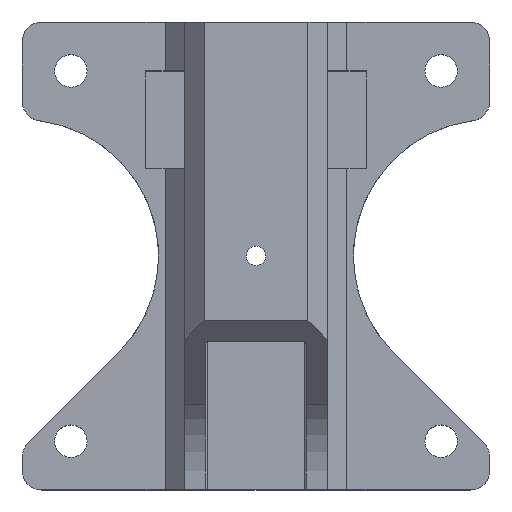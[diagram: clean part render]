
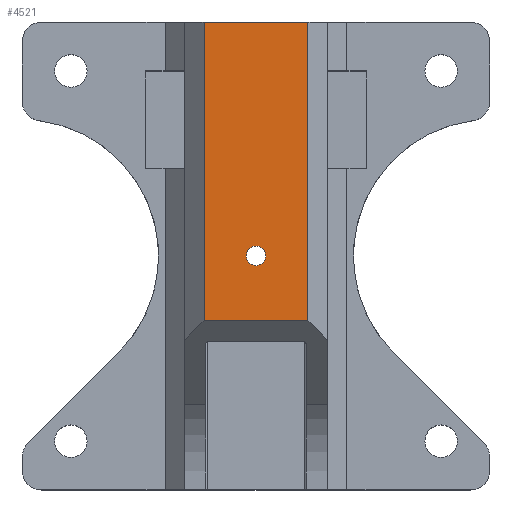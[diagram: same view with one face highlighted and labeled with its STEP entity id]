
A CAD part, top view. The second image highlights one B-rep face of the part: STEP entity #4521.
In plain terms, the highlighted planar face has unit normal (0, 0, 1).
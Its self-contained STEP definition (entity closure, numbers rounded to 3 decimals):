
#246 = PLANE('',#247);
#247 = AXIS2_PLACEMENT_3D('',#248,#249,#250);
#248 = CARTESIAN_POINT('',(36.,72.,9.405));
#249 = DIRECTION('',(0.,1.,0.));
#250 = DIRECTION('',(0.,0.,1.));
#1766 = VERTEX_POINT('',#1767);
#1767 = CARTESIAN_POINT('',(28.,72.,29.));
#1781 = PLANE('',#1782);
#1782 = AXIS2_PLACEMENT_3D('',#1783,#1784,#1785);
#1783 = CARTESIAN_POINT('',(26.5,26.,27.5));
#1784 = DIRECTION('',(-0.707,0.,0.707));
#1785 = DIRECTION('',(0.,1.,0.));
#1793 = EDGE_CURVE('',#1766,#1794,#1796,.T.);
#1794 = VERTEX_POINT('',#1795);
#1795 = CARTESIAN_POINT('',(44.,72.,29.));
#1796 = SURFACE_CURVE('',#1797,(#1801,#1808),.PCURVE_S1.);
#1797 = LINE('',#1798,#1799);
#1798 = CARTESIAN_POINT('',(25.,72.,29.));
#1799 = VECTOR('',#1800,1.);
#1800 = DIRECTION('',(1.,0.,0.));
#1801 = PCURVE('',#246,#1802);
#1802 = DEFINITIONAL_REPRESENTATION('',(#1803),#1807);
#1803 = LINE('',#1804,#1805);
#1804 = CARTESIAN_POINT('',(19.595,-11.));
#1805 = VECTOR('',#1806,1.);
#1806 = DIRECTION('',(0.,1.));
#1807 = ( GEOMETRIC_REPRESENTATION_CONTEXT(2) 
PARAMETRIC_REPRESENTATION_CONTEXT() REPRESENTATION_CONTEXT('2D SPACE',''
  ) );
#1808 = PCURVE('',#1809,#1814);
#1809 = PLANE('',#1810);
#1810 = AXIS2_PLACEMENT_3D('',#1811,#1812,#1813);
#1811 = CARTESIAN_POINT('',(25.,0.,29.));
#1812 = DIRECTION('',(0.,0.,1.));
#1813 = DIRECTION('',(1.,0.,0.));
#1814 = DEFINITIONAL_REPRESENTATION('',(#1815),#1819);
#1815 = LINE('',#1816,#1817);
#1816 = CARTESIAN_POINT('',(0.,72.));
#1817 = VECTOR('',#1818,1.);
#1818 = DIRECTION('',(1.,0.));
#1819 = ( GEOMETRIC_REPRESENTATION_CONTEXT(2) 
PARAMETRIC_REPRESENTATION_CONTEXT() REPRESENTATION_CONTEXT('2D SPACE',''
  ) );
#1837 = PLANE('',#1838);
#1838 = AXIS2_PLACEMENT_3D('',#1839,#1840,#1841);
#1839 = CARTESIAN_POINT('',(45.5,26.,27.5));
#1840 = DIRECTION('',(0.707,0.,0.707));
#1841 = DIRECTION('',(0.,-1.,0.));
#2781 = PLANE('',#2782);
#2782 = AXIS2_PLACEMENT_3D('',#2783,#2784,#2785);
#2783 = CARTESIAN_POINT('',(0.,26.,29.));
#2784 = DIRECTION('',(0.,0.712,-0.703));
#2785 = DIRECTION('',(0.,-0.703,-0.712));
#4450 = VERTEX_POINT('',#4451);
#4451 = CARTESIAN_POINT('',(28.,26.,29.));
#4472 = EDGE_CURVE('',#4450,#1766,#4473,.T.);
#4473 = SURFACE_CURVE('',#4474,(#4478,#4485),.PCURVE_S1.);
#4474 = LINE('',#4475,#4476);
#4475 = CARTESIAN_POINT('',(28.,26.,29.));
#4476 = VECTOR('',#4477,1.);
#4477 = DIRECTION('',(0.,1.,0.));
#4478 = PCURVE('',#1781,#4479);
#4479 = DEFINITIONAL_REPRESENTATION('',(#4480),#4484);
#4480 = LINE('',#4481,#4482);
#4481 = CARTESIAN_POINT('',(0.,-2.121));
#4482 = VECTOR('',#4483,1.);
#4483 = DIRECTION('',(1.,0.));
#4484 = ( GEOMETRIC_REPRESENTATION_CONTEXT(2) 
PARAMETRIC_REPRESENTATION_CONTEXT() REPRESENTATION_CONTEXT('2D SPACE',''
  ) );
#4485 = PCURVE('',#1809,#4486);
#4486 = DEFINITIONAL_REPRESENTATION('',(#4487),#4491);
#4487 = LINE('',#4488,#4489);
#4488 = CARTESIAN_POINT('',(3.,26.));
#4489 = VECTOR('',#4490,1.);
#4490 = DIRECTION('',(0.,1.));
#4491 = ( GEOMETRIC_REPRESENTATION_CONTEXT(2) 
PARAMETRIC_REPRESENTATION_CONTEXT() REPRESENTATION_CONTEXT('2D SPACE',''
  ) );
#4521 = ADVANCED_FACE('',(#4522,#4570),#1809,.T.);
#4522 = FACE_BOUND('',#4523,.T.);
#4523 = EDGE_LOOP('',(#4524,#4525,#4526,#4549));
#4524 = ORIENTED_EDGE('',*,*,#1793,.F.);
#4525 = ORIENTED_EDGE('',*,*,#4472,.F.);
#4526 = ORIENTED_EDGE('',*,*,#4527,.T.);
#4527 = EDGE_CURVE('',#4450,#4528,#4530,.T.);
#4528 = VERTEX_POINT('',#4529);
#4529 = CARTESIAN_POINT('',(44.,26.,29.));
#4530 = SURFACE_CURVE('',#4531,(#4535,#4542),.PCURVE_S1.);
#4531 = LINE('',#4532,#4533);
#4532 = CARTESIAN_POINT('',(0.,26.,29.));
#4533 = VECTOR('',#4534,1.);
#4534 = DIRECTION('',(1.,0.,0.));
#4535 = PCURVE('',#1809,#4536);
#4536 = DEFINITIONAL_REPRESENTATION('',(#4537),#4541);
#4537 = LINE('',#4538,#4539);
#4538 = CARTESIAN_POINT('',(-25.,26.));
#4539 = VECTOR('',#4540,1.);
#4540 = DIRECTION('',(1.,0.));
#4541 = ( GEOMETRIC_REPRESENTATION_CONTEXT(2) 
PARAMETRIC_REPRESENTATION_CONTEXT() REPRESENTATION_CONTEXT('2D SPACE',''
  ) );
#4542 = PCURVE('',#2781,#4543);
#4543 = DEFINITIONAL_REPRESENTATION('',(#4544),#4548);
#4544 = LINE('',#4545,#4546);
#4545 = CARTESIAN_POINT('',(0.,-0.));
#4546 = VECTOR('',#4547,1.);
#4547 = DIRECTION('',(0.,-1.));
#4548 = ( GEOMETRIC_REPRESENTATION_CONTEXT(2) 
PARAMETRIC_REPRESENTATION_CONTEXT() REPRESENTATION_CONTEXT('2D SPACE',''
  ) );
#4549 = ORIENTED_EDGE('',*,*,#4550,.T.);
#4550 = EDGE_CURVE('',#4528,#1794,#4551,.T.);
#4551 = SURFACE_CURVE('',#4552,(#4556,#4563),.PCURVE_S1.);
#4552 = LINE('',#4553,#4554);
#4553 = CARTESIAN_POINT('',(44.,26.,29.));
#4554 = VECTOR('',#4555,1.);
#4555 = DIRECTION('',(0.,1.,0.));
#4556 = PCURVE('',#1809,#4557);
#4557 = DEFINITIONAL_REPRESENTATION('',(#4558),#4562);
#4558 = LINE('',#4559,#4560);
#4559 = CARTESIAN_POINT('',(19.,26.));
#4560 = VECTOR('',#4561,1.);
#4561 = DIRECTION('',(0.,1.));
#4562 = ( GEOMETRIC_REPRESENTATION_CONTEXT(2) 
PARAMETRIC_REPRESENTATION_CONTEXT() REPRESENTATION_CONTEXT('2D SPACE',''
  ) );
#4563 = PCURVE('',#1837,#4564);
#4564 = DEFINITIONAL_REPRESENTATION('',(#4565),#4569);
#4565 = LINE('',#4566,#4567);
#4566 = CARTESIAN_POINT('',(-0.,-2.121));
#4567 = VECTOR('',#4568,1.);
#4568 = DIRECTION('',(-1.,0.));
#4569 = ( GEOMETRIC_REPRESENTATION_CONTEXT(2) 
PARAMETRIC_REPRESENTATION_CONTEXT() REPRESENTATION_CONTEXT('2D SPACE',''
  ) );
#4570 = FACE_BOUND('',#4571,.T.);
#4571 = EDGE_LOOP('',(#4572));
#4572 = ORIENTED_EDGE('',*,*,#4573,.F.);
#4573 = EDGE_CURVE('',#4574,#4574,#4576,.T.);
#4574 = VERTEX_POINT('',#4575);
#4575 = CARTESIAN_POINT('',(37.5,36.,29.));
#4576 = SURFACE_CURVE('',#4577,(#4582,#4589),.PCURVE_S1.);
#4577 = CIRCLE('',#4578,1.5);
#4578 = AXIS2_PLACEMENT_3D('',#4579,#4580,#4581);
#4579 = CARTESIAN_POINT('',(36.,36.,29.));
#4580 = DIRECTION('',(0.,0.,1.));
#4581 = DIRECTION('',(1.,0.,0.));
#4582 = PCURVE('',#1809,#4583);
#4583 = DEFINITIONAL_REPRESENTATION('',(#4584),#4588);
#4584 = CIRCLE('',#4585,1.5);
#4585 = AXIS2_PLACEMENT_2D('',#4586,#4587);
#4586 = CARTESIAN_POINT('',(11.,36.));
#4587 = DIRECTION('',(1.,0.));
#4588 = ( GEOMETRIC_REPRESENTATION_CONTEXT(2) 
PARAMETRIC_REPRESENTATION_CONTEXT() REPRESENTATION_CONTEXT('2D SPACE',''
  ) );
#4589 = PCURVE('',#4590,#4595);
#4590 = CYLINDRICAL_SURFACE('',#4591,1.5);
#4591 = AXIS2_PLACEMENT_3D('',#4592,#4593,#4594);
#4592 = CARTESIAN_POINT('',(36.,36.,25.5));
#4593 = DIRECTION('',(0.,0.,1.));
#4594 = DIRECTION('',(1.,0.,0.));
#4595 = DEFINITIONAL_REPRESENTATION('',(#4596),#4600);
#4596 = LINE('',#4597,#4598);
#4597 = CARTESIAN_POINT('',(0.,3.5));
#4598 = VECTOR('',#4599,1.);
#4599 = DIRECTION('',(1.,0.));
#4600 = ( GEOMETRIC_REPRESENTATION_CONTEXT(2) 
PARAMETRIC_REPRESENTATION_CONTEXT() REPRESENTATION_CONTEXT('2D SPACE',''
  ) );
